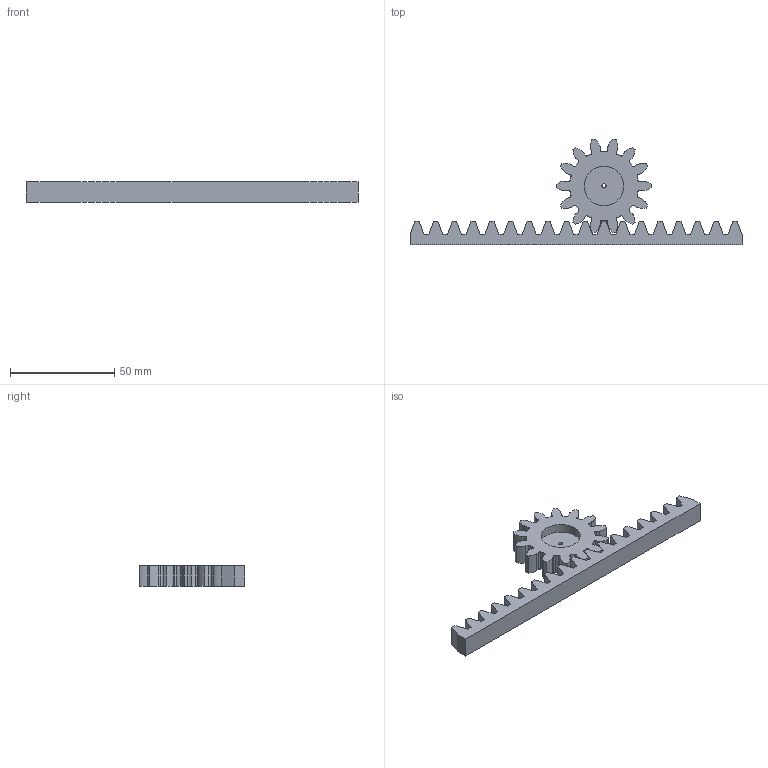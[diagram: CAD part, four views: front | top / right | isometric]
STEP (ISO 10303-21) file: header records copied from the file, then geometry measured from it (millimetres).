
FILE_DESCRIPTION(/* description */ (''),/* implementation_level */ '2;1');
FILE_NAME(/* name */ 'Mecanismo v11.step',/* time_stamp */ '2018-06-04T14:09:56-03:00',/* author */ (''),/* organization */ (''),/* preprocessor_version */ 'ST-DEVELOPER v17',/* originating_system */ 'Autodesk Translation Framework v7.1.0.215',/* authorisation */ '');
FILE_SCHEMA (('AUTOMOTIVE_DESIGN { 1 0 10303 214 3 1 1 }'));
Length unit declared in the file: millimetre
Products named in the file (3): Mecanismo; Pinhão; Cremalheira
Assembly tree (2 placements, depth 2):
  Mecanismo
    Pinhão
    Cremalheira
Bounding box: 159.35 x 50.73 x 10 mm (x, y, z)
Volume: 23818.7 mm3; surface area: 12781.6 mm2
Topology: 2 solids, 2 shells, 195 faces, 567 edges, 378 vertices
Faces by surface type: plane 108, cylinder 59, bspline 28
Full cylindrical faces by diameter (mm): 2 x1, 5 x1, 19 x1
Entity records: 14551 total; most frequent: CARTESIAN_POINT 9461, ORIENTED_EDGE 1134, DIRECTION 973, EDGE_CURVE 567, LINE 393, VECTOR 393, VERTEX_POINT 378, AXIS2_PLACEMENT_3D 290
